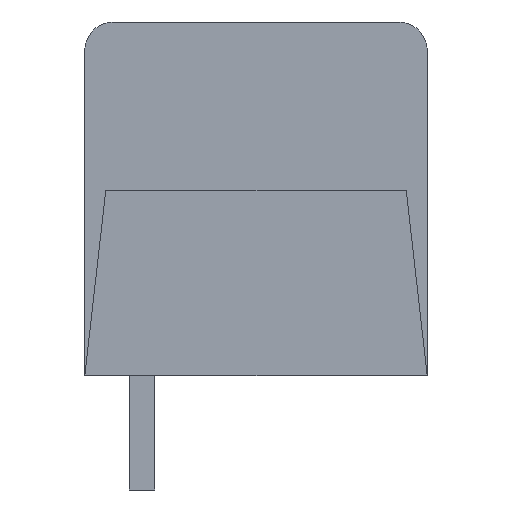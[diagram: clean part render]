
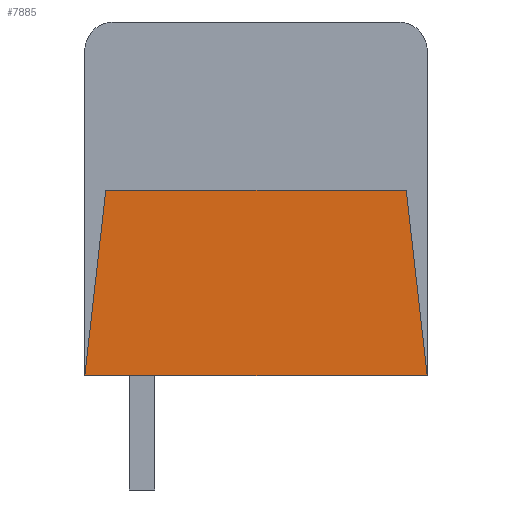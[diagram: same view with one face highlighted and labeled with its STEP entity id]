
A CAD part, left-side view. The second image highlights one B-rep face of the part: STEP entity #7885.
In plain terms, the highlighted planar face has unit normal (-1, 0, 0).
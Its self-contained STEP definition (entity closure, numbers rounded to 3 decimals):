
#7769 = EDGE_CURVE('',#7770,#7772,#7774,.T.);
#7770 = VERTEX_POINT('',#7771);
#7771 = CARTESIAN_POINT('',(-15.24,-10.,0.));
#7772 = VERTEX_POINT('',#7773);
#7773 = CARTESIAN_POINT('',(-15.24,2.,0.));
#7774 = SURFACE_CURVE('',#7775,(#7779,#7791),.PCURVE_S1.);
#7775 = LINE('',#7776,#7777);
#7776 = CARTESIAN_POINT('',(-15.24,-10.,0.));
#7777 = VECTOR('',#7778,1.);
#7778 = DIRECTION('',(0.,1.,0.));
#7779 = PCURVE('',#7780,#7785);
#7780 = PLANE('',#7781);
#7781 = AXIS2_PLACEMENT_3D('',#7782,#7783,#7784);
#7782 = CARTESIAN_POINT('',(-15.24,-10.,0.));
#7783 = DIRECTION('',(0.,0.,1.));
#7784 = DIRECTION('',(0.,1.,0.));
#7785 = DEFINITIONAL_REPRESENTATION('',(#7786),#7790);
#7786 = LINE('',#7787,#7788);
#7787 = CARTESIAN_POINT('',(0.,0.));
#7788 = VECTOR('',#7789,1.);
#7789 = DIRECTION('',(1.,0.));
#7790 = ( GEOMETRIC_REPRESENTATION_CONTEXT(2) 
PARAMETRIC_REPRESENTATION_CONTEXT() REPRESENTATION_CONTEXT('2D SPACE',''
  ) );
#7791 = PCURVE('',#7792,#7797);
#7792 = PLANE('',#7793);
#7793 = AXIS2_PLACEMENT_3D('',#7794,#7795,#7796);
#7794 = CARTESIAN_POINT('',(-15.24,-4.,3.116));
#7795 = DIRECTION('',(1.,0.,0.));
#7796 = DIRECTION('',(0.,0.,1.));
#7797 = DEFINITIONAL_REPRESENTATION('',(#7798),#7802);
#7798 = LINE('',#7799,#7800);
#7799 = CARTESIAN_POINT('',(-3.116,6.));
#7800 = VECTOR('',#7801,1.);
#7801 = DIRECTION('',(0.,-1.));
#7802 = ( GEOMETRIC_REPRESENTATION_CONTEXT(2) 
PARAMETRIC_REPRESENTATION_CONTEXT() REPRESENTATION_CONTEXT('2D SPACE',''
  ) );
#7885 = ADVANCED_FACE('',(#7886),#7792,.F.);
#7886 = FACE_BOUND('',#7887,.F.);
#7887 = EDGE_LOOP('',(#7888,#7889,#7917,#7940));
#7888 = ORIENTED_EDGE('',*,*,#7769,.T.);
#7889 = ORIENTED_EDGE('',*,*,#7890,.T.);
#7890 = EDGE_CURVE('',#7772,#7891,#7893,.T.);
#7891 = VERTEX_POINT('',#7892);
#7892 = CARTESIAN_POINT('',(-15.24,1.264,6.5));
#7893 = SURFACE_CURVE('',#7894,(#7898,#7905),.PCURVE_S1.);
#7894 = LINE('',#7895,#7896);
#7895 = CARTESIAN_POINT('',(-15.24,2.,0.));
#7896 = VECTOR('',#7897,1.);
#7897 = DIRECTION('',(0.,-0.112,0.994
    ));
#7898 = PCURVE('',#7792,#7899);
#7899 = DEFINITIONAL_REPRESENTATION('',(#7900),#7904);
#7900 = LINE('',#7901,#7902);
#7901 = CARTESIAN_POINT('',(-3.116,-6.));
#7902 = VECTOR('',#7903,1.);
#7903 = DIRECTION('',(0.994,0.112));
#7904 = ( GEOMETRIC_REPRESENTATION_CONTEXT(2) 
PARAMETRIC_REPRESENTATION_CONTEXT() REPRESENTATION_CONTEXT('2D SPACE',''
  ) );
#7905 = PCURVE('',#7906,#7911);
#7906 = PLANE('',#7907);
#7907 = AXIS2_PLACEMENT_3D('',#7908,#7909,#7910);
#7908 = CARTESIAN_POINT('',(-15.24,-4.,6.081));
#7909 = DIRECTION('',(-1.,0.,0.));
#7910 = DIRECTION('',(0.,0.,-1.));
#7911 = DEFINITIONAL_REPRESENTATION('',(#7912),#7916);
#7912 = LINE('',#7913,#7914);
#7913 = CARTESIAN_POINT('',(6.081,-6.));
#7914 = VECTOR('',#7915,1.);
#7915 = DIRECTION('',(-0.994,0.112));
#7916 = ( GEOMETRIC_REPRESENTATION_CONTEXT(2) 
PARAMETRIC_REPRESENTATION_CONTEXT() REPRESENTATION_CONTEXT('2D SPACE',''
  ) );
#7917 = ORIENTED_EDGE('',*,*,#7918,.T.);
#7918 = EDGE_CURVE('',#7891,#7919,#7921,.T.);
#7919 = VERTEX_POINT('',#7920);
#7920 = CARTESIAN_POINT('',(-15.24,-9.264,6.5));
#7921 = SURFACE_CURVE('',#7922,(#7926,#7933),.PCURVE_S1.);
#7922 = LINE('',#7923,#7924);
#7923 = CARTESIAN_POINT('',(-15.24,1.264,6.5));
#7924 = VECTOR('',#7925,1.);
#7925 = DIRECTION('',(0.,-1.,0.));
#7926 = PCURVE('',#7792,#7927);
#7927 = DEFINITIONAL_REPRESENTATION('',(#7928),#7932);
#7928 = LINE('',#7929,#7930);
#7929 = CARTESIAN_POINT('',(3.384,-5.264));
#7930 = VECTOR('',#7931,1.);
#7931 = DIRECTION('',(0.,1.));
#7932 = ( GEOMETRIC_REPRESENTATION_CONTEXT(2) 
PARAMETRIC_REPRESENTATION_CONTEXT() REPRESENTATION_CONTEXT('2D SPACE',''
  ) );
#7933 = PCURVE('',#7906,#7934);
#7934 = DEFINITIONAL_REPRESENTATION('',(#7935),#7939);
#7935 = LINE('',#7936,#7937);
#7936 = CARTESIAN_POINT('',(-0.419,-5.264));
#7937 = VECTOR('',#7938,1.);
#7938 = DIRECTION('',(0.,1.));
#7939 = ( GEOMETRIC_REPRESENTATION_CONTEXT(2) 
PARAMETRIC_REPRESENTATION_CONTEXT() REPRESENTATION_CONTEXT('2D SPACE',''
  ) );
#7940 = ORIENTED_EDGE('',*,*,#7941,.T.);
#7941 = EDGE_CURVE('',#7919,#7770,#7942,.T.);
#7942 = SURFACE_CURVE('',#7943,(#7947,#7954),.PCURVE_S1.);
#7943 = LINE('',#7944,#7945);
#7944 = CARTESIAN_POINT('',(-15.24,-9.264,6.5));
#7945 = VECTOR('',#7946,1.);
#7946 = DIRECTION('',(0.,-0.112,-0.994
    ));
#7947 = PCURVE('',#7792,#7948);
#7948 = DEFINITIONAL_REPRESENTATION('',(#7949),#7953);
#7949 = LINE('',#7950,#7951);
#7950 = CARTESIAN_POINT('',(3.384,5.264));
#7951 = VECTOR('',#7952,1.);
#7952 = DIRECTION('',(-0.994,0.112));
#7953 = ( GEOMETRIC_REPRESENTATION_CONTEXT(2) 
PARAMETRIC_REPRESENTATION_CONTEXT() REPRESENTATION_CONTEXT('2D SPACE',''
  ) );
#7954 = PCURVE('',#7906,#7955);
#7955 = DEFINITIONAL_REPRESENTATION('',(#7956),#7960);
#7956 = LINE('',#7957,#7958);
#7957 = CARTESIAN_POINT('',(-0.419,5.264));
#7958 = VECTOR('',#7959,1.);
#7959 = DIRECTION('',(0.994,0.112));
#7960 = ( GEOMETRIC_REPRESENTATION_CONTEXT(2) 
PARAMETRIC_REPRESENTATION_CONTEXT() REPRESENTATION_CONTEXT('2D SPACE',''
  ) );
